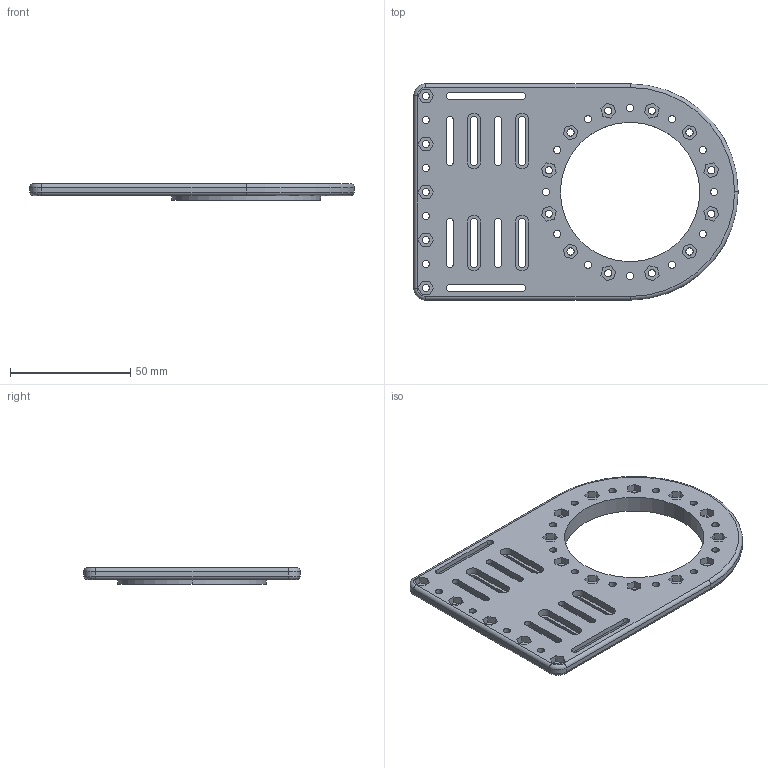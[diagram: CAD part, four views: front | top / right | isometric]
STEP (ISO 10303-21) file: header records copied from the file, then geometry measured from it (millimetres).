
FILE_DESCRIPTION (( 'STEP AP214' ), '1' );
FILE_NAME ('ｱ｡ｹﾘｽﾚｹﾌｶｨｱ', '2024-10-09T10:27:38', ( '' ), ( '' ), 'SwSTEP 2.0', 'SolidWorks 2024', '' );
FILE_SCHEMA (( 'AUTOMOTIVE_DESIGN' ));
Length unit declared in the file: millimetre
Products named in the file (1): 薄关节固定臂
Bounding box: 135 x 90 x 7 mm (x, y, z)
Volume: 35089 mm3; surface area: 23837.6 mm2
Topology: 1 solids, 1 shells, 418 faces, 1104 edges, 732 vertices
Faces by surface type: plane 287, cylinder 123, torus 8
Entity records: 13089 total; most frequent: CARTESIAN_POINT 2255, ORIENTED_EDGE 2208, DIRECTION 2200, EDGE_CURVE 1104, VECTOR 846, LINE 846, VERTEX_POINT 732, AXIS2_PLACEMENT_3D 677
